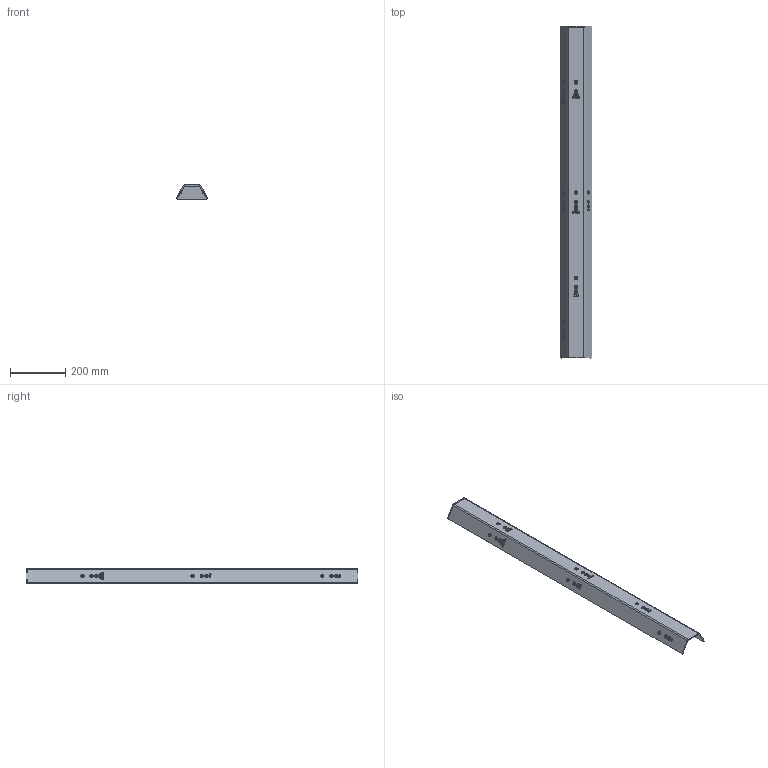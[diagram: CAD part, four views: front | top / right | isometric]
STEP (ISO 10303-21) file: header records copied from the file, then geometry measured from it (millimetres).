
FILE_DESCRIPTION (( 'STEP AP214' ), '1' );
FILE_NAME ('PE2023-0591.STEP', '2023-11-06T13:52:48', ( '' ), ( '' ), 'SwSTEP 2.0', 'SolidWorks 2020', '' );
FILE_SCHEMA (( 'AUTOMOTIVE_DESIGN' ));
Length unit declared in the file: millimetre
Products named in the file (4): CANON DE PERCAGE D3-5,5_D2.5 H6 h4; PE2023-0591; PE2023-0591_10_Version Hexagonale; PE2023-0591_20_Version Hexagonal
Assembly tree (22 placements, depth 2):
  PE2023-0591
    PE2023-0591_10_Version Hexagonale
    PE2023-0591_20_Version Hexagonal
    CANON DE PERCAGE D3-5,5_D2.5 H6 h4  x20
Bounding box: 115.47 x 1204 x 51 mm (x, y, z)
Volume: 814563.5 mm3; surface area: 430020.6 mm2
Topology: 22 solids, 22 shells, 1362 faces, 3522 edges, 2316 vertices
Faces by surface type: plane 651, cylinder 366, bspline 265, cone 40, torus 40
Entity records: 49892 total; most frequent: CARTESIAN_POINT 23638, ORIENTED_EDGE 5828, DIRECTION 4454, EDGE_CURVE 2914, VECTOR 1950, LINE 1950, VERTEX_POINT 1936, EDGE_LOOP 1334
